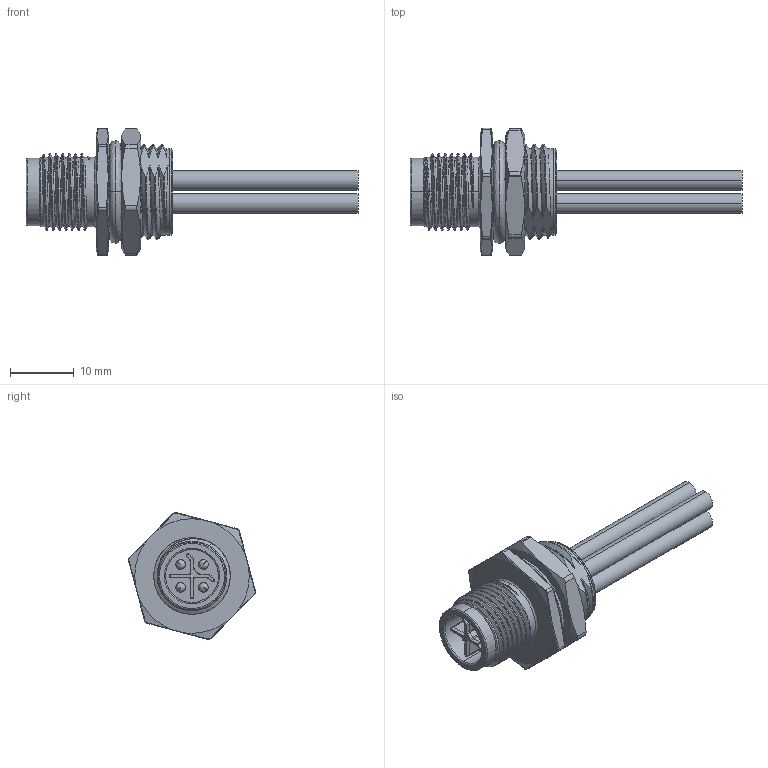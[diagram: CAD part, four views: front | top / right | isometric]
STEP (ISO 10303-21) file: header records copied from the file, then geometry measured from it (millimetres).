
FILE_DESCRIPTION (( 'STEP AP214' ), '1' );
FILE_NAME ('REC-M124SM-PG9R-L_3D.step', '2024-11-11T16:32:28', ( '' ), ( '' ), 'SwSTEP 2.0', 'SolidWorks 2022', '' );
FILE_SCHEMA (( 'AUTOMOTIVE_DESIGN' ));
Length unit declared in the file: inch
Products named in the file (1): REC-M124SM-PG9R-L_3D
Bounding box: 52.11 x 19.98 x 19.94 mm (x, y, z)
Volume: 3813.8 mm3; surface area: 5448.4 mm2
Topology: 1 solids, 1 shells, 430 faces, 1196 edges, 771 vertices
Faces by surface type: cylinder 135, plane 133, bspline 118, cone 44
Entity records: 36801 total; most frequent: CARTESIAN_POINT 22519, ORIENTED_EDGE 2376, DIRECTION 1646, EDGE_CURVE 1188, VERTEX_POINT 771, AXIS2_PLACEMENT_3D 602, EDGE_LOOP 457, LINE 442
